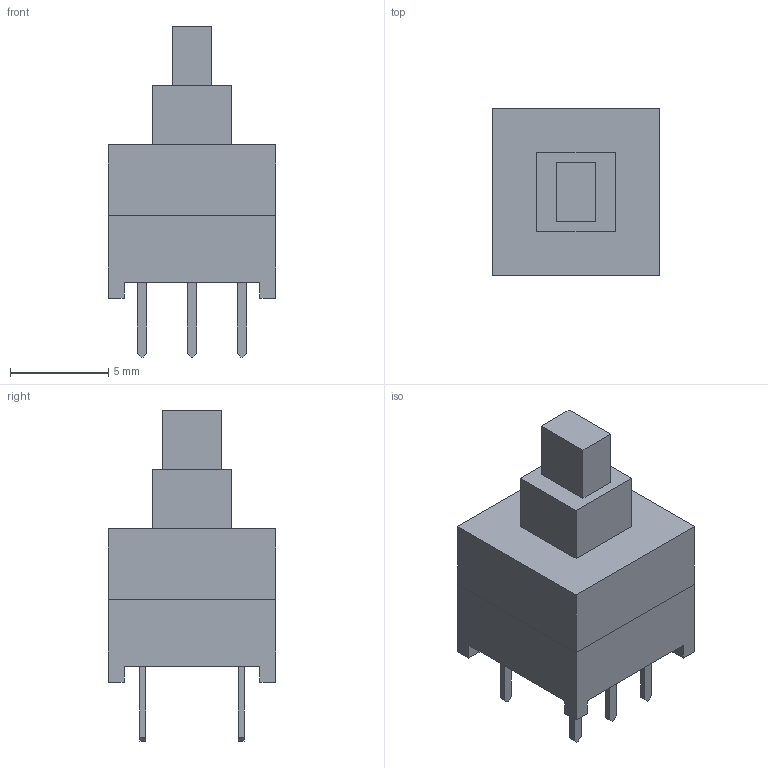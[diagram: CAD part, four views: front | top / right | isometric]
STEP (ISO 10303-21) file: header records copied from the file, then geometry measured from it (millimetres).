
FILE_DESCRIPTION(/* description */ (''),/* implementation_level */ '2;1');
FILE_NAME(/* name */ '8.5开关.stp',/* time_stamp */ '2017-12-09T15:41:27+08:00',/* author */ (''),/* organization */ (''),/* preprocessor_version */ 'ST-DEVELOPER v16',/* originating_system */ 'SIEMENS PLM Software NX 10.0',/* authorisation */ '');
FILE_SCHEMA (('AUTOMOTIVE_DESIGN { 1 0 10303 214 3 1 1 1 }'));
Length unit declared in the file: millimetre
Products named in the file (1): Hero3314587Bolpb
Bounding box: 8.5 x 8.5 x 16.8 mm (x, y, z)
Volume: 575.7 mm3; surface area: 691.3 mm2
Topology: 9 solids, 9 shells, 92 faces, 212 edges, 140 vertices
Faces by surface type: plane 92
Entity records: 2618 total; most frequent: CARTESIAN_POINT 445, ORIENTED_EDGE 424, DIRECTION 398, EDGE_CURVE 212, LINE 212, VECTOR 212, VERTEX_POINT 140, EDGE_LOOP 94
